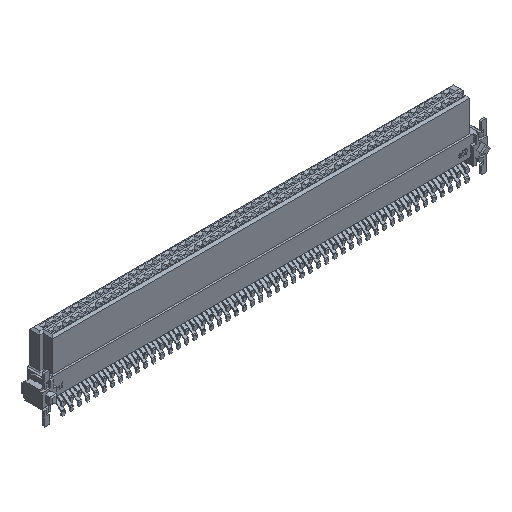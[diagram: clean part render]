
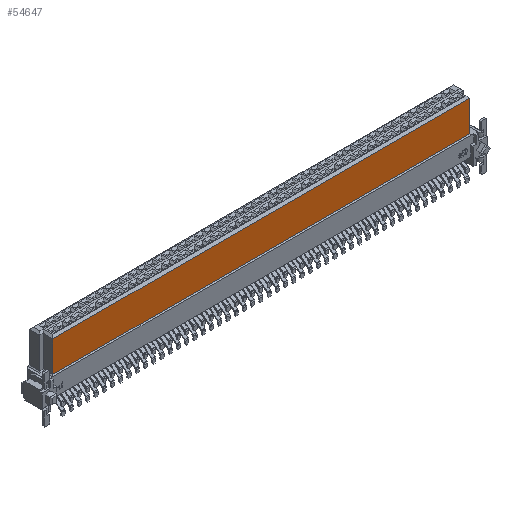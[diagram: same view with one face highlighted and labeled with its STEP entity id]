
A CAD part, isometric view. The second image highlights one B-rep face of the part: STEP entity #54647.
In plain terms, the highlighted planar face has unit normal (0, -1, 0).
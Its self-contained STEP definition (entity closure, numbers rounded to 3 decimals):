
#163=CARTESIAN_POINT('',(-32.125,-1.525,4.55));
#164=VERTEX_POINT('',#163);
#276=CARTESIAN_POINT('',(-32.125,-1.525,9.3));
#277=VERTEX_POINT('',#276);
#278=CARTESIAN_POINT('',(-32.125,-1.525,4.55));
#279=DIRECTION('',(0.,0.,1.));
#280=VECTOR('',#279,4.75);
#281=LINE('',#278,#280);
#282=EDGE_CURVE('',#164,#277,#281,.T.);
#44833=CARTESIAN_POINT('',(32.125,-1.525,4.55));
#44834=VERTEX_POINT('',#44833);
#44842=CARTESIAN_POINT('',(32.125,-1.525,4.55));
#44843=DIRECTION('',(-1.,0.,0.));
#44844=VECTOR('',#44843,64.25);
#44845=LINE('',#44842,#44844);
#44846=EDGE_CURVE('',#44834,#164,#44845,.T.);
#54624=CARTESIAN_POINT('',(0.,-1.525,6.925));
#54625=DIRECTION('',(1.,0.,0.));
#54626=DIRECTION('',(0.,-1.,0.));
#54627=AXIS2_PLACEMENT_3D('',#54624,#54626,#54625);
#54628=PLANE('',#54627);
#54629=CARTESIAN_POINT('',(32.125,-1.525,9.3));
#54630=VERTEX_POINT('',#54629);
#54631=CARTESIAN_POINT('',(32.125,-1.525,4.55));
#54632=DIRECTION('',(0.,0.,1.));
#54633=VECTOR('',#54632,4.75);
#54634=LINE('',#54631,#54633);
#54635=EDGE_CURVE('',#44834,#54630,#54634,.T.);
#54636=ORIENTED_EDGE('',*,*,#54635,.T.);
#54637=CARTESIAN_POINT('',(32.125,-1.525,9.3));
#54638=DIRECTION('',(-1.,0.,0.));
#54639=VECTOR('',#54638,64.25);
#54640=LINE('',#54637,#54639);
#54641=EDGE_CURVE('',#54630,#277,#54640,.T.);
#54642=ORIENTED_EDGE('',*,*,#54641,.T.);
#54643=ORIENTED_EDGE('',*,*,#282,.F.);
#54644=ORIENTED_EDGE('',*,*,#44846,.F.);
#54645=EDGE_LOOP('',(#54636,#54642,#54643,#54644));
#54646=FACE_OUTER_BOUND('',#54645,.T.);
#54647=ADVANCED_FACE('',(#54646),#54628,.T.);
